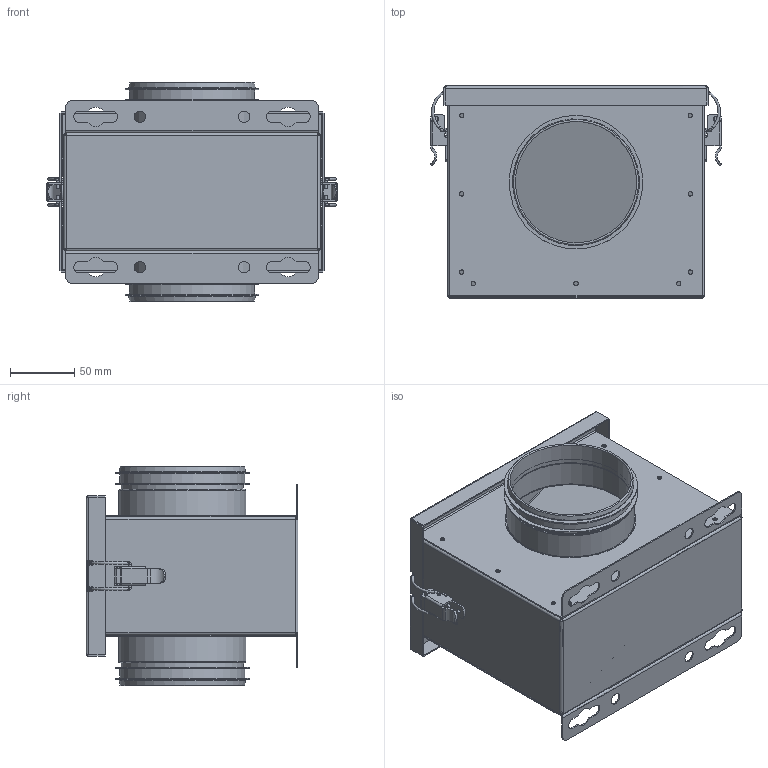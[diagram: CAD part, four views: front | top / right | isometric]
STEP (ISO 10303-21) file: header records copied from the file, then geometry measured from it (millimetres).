
FILE_DESCRIPTION(/* description */ (''),/* implementation_level */ '2;1');
FILE_NAME(/* name */ 'TFE 10.stp',/* time_stamp */ '2024-02-05T13:29:34Z',/* author */ ('matthew'),/* organization */ (''),/* preprocessor_version */ 'ST-DEVELOPER v19',/* originating_system */ 'Autodesk Inventor 2023',/* authorisation */ '');
FILE_SCHEMA (('AUTOMOTIVE_DESIGN { 1 0 10303 214 3 1 1 }'));
Length unit declared in the file: millimetre
Products named in the file (1): TFE 10
Bounding box: 226.4 x 165 x 171 mm (x, y, z)
Volume: 365850.6 mm3; surface area: 434874.7 mm2
Topology: 4 solids, 4 shells, 594 faces, 1440 edges, 878 vertices
Faces by surface type: plane 327, cylinder 221, torus 28, bspline 16, cone 2
Full cylindrical faces by diameter (mm): 2 x12, 2.6 x4, 3.3 x22, 3.5 x18, 9 x4, 94.4 x2, 95.4 x2, 97.4 x2, 98 x2, 99 x2, 102 x2, 104 x4, 134 x2
Entity records: 18313 total; most frequent: CARTESIAN_POINT 3563, DIRECTION 3040, ORIENTED_EDGE 2900, EDGE_CURVE 1450, AXIS2_PLACEMENT_3D 1063, LINE 914, VECTOR 914, VERTEX_POINT 878
